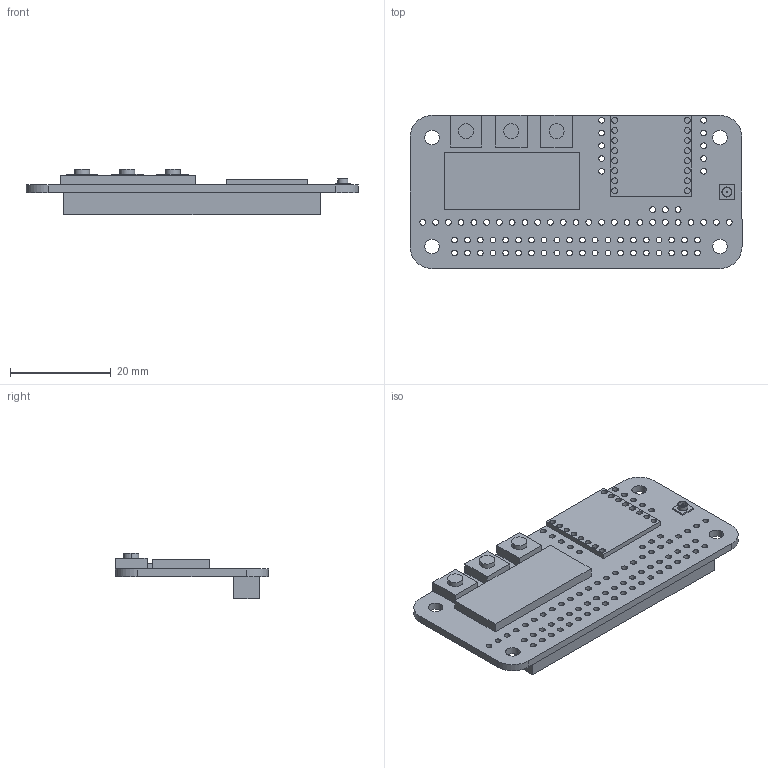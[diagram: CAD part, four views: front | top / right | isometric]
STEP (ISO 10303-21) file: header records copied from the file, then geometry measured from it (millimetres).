
FILE_DESCRIPTION (( 'STEP AP214' ), '1' );
FILE_NAME ('adafruit_radio_bonnet.STEP', '2023-03-17T06:08:02', ( '' ), ( '' ), 'SwSTEP 2.0', 'SolidWorks 2021', '' );
FILE_SCHEMA (( 'AUTOMOTIVE_DESIGN' ));
Length unit declared in the file: millimetre
Products named in the file (7): adafruit_rfm69_antenna; adafruit_rfm69_lcd; adafruit_radio; adafruit_rfm69_chip; adafruit_rfm69_socket; adafruit_rfm69_boton; adafruit_radio_bonnet
Assembly tree (8 placements, depth 2):
  adafruit_radio_bonnet
    adafruit_radio
    adafruit_rfm69_antenna
    adafruit_rfm69_boton  x3
    adafruit_rfm69_lcd
    adafruit_rfm69_chip
    adafruit_rfm69_socket
Bounding box: 66.04 x 30.48 x 9 mm (x, y, z)
Volume: 4881.6 mm3; surface area: 7914.6 mm2
Topology: 8 solids, 8 shells, 346 faces, 972 edges, 648 vertices
Faces by surface type: cylinder 292, plane 54
Entity records: 11890 total; most frequent: DIRECTION 2190, CARTESIAN_POINT 1899, ORIENTED_EDGE 1872, EDGE_CURVE 936, AXIS2_PLACEMENT_3D 915, VERTEX_POINT 624, EDGE_LOOP 608, CIRCLE 576
